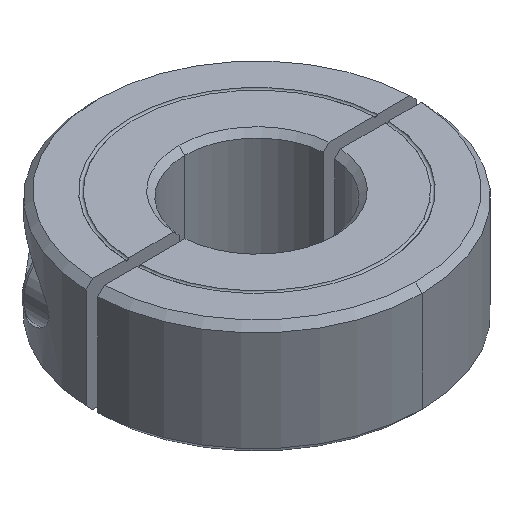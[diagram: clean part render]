
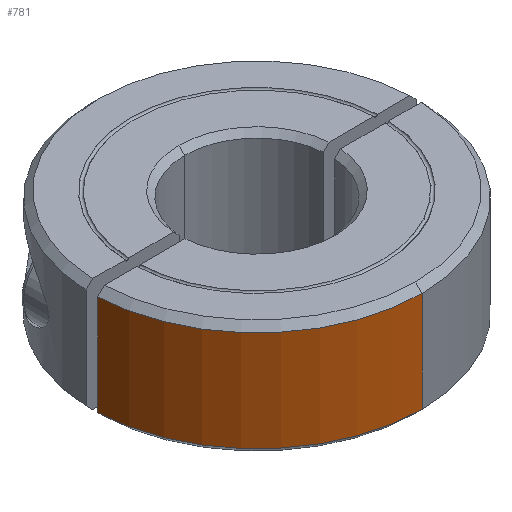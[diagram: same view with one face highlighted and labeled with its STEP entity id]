
A CAD part, isometric view. The second image highlights one B-rep face of the part: STEP entity #781.
In plain terms, the highlighted cylindrical face has radius 16 mm (diameter 32 mm), a partial arc.
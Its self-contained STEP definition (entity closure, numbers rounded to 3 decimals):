
#781=ADVANCED_FACE('',(#1929),#1930,.T.);
#785=VERTEX_POINT('',#1934);
#1005=EDGE_CURVE('',#1039,#1097,#2172,.T.);
#1039=VERTEX_POINT('',#2213);
#1097=VERTEX_POINT('',#2278);
#1139=EDGE_CURVE('',#1039,#1481,#2324,.T.);
#1281=EDGE_CURVE('',#1097,#785,#2480,.T.);
#1481=VERTEX_POINT('',#2709);
#1673=EDGE_CURVE('',#785,#1481,#2920,.T.);
#1929=FACE_OUTER_BOUND('',#3298,.T.);
#1930=CYLINDRICAL_SURFACE('',#3299,16.0);
#1934=CARTESIAN_POINT('',(0.,-16.0,0.64));
#2172=LINE('',#3735,#3736);
#2213=CARTESIAN_POINT('',(-15.99,-0.56,10.36));
#2278=CARTESIAN_POINT('',(-15.99,-0.56,0.64));
#2324=CIRCLE('',#4002,16.0);
#2480=CIRCLE('',#4233,16.0);
#2709=CARTESIAN_POINT('',(0.,-16.0,10.36));
#2920=LINE('',#4974,#4975);
#3298=EDGE_LOOP('',(#5336,#5337,#5338,#5339));
#3299=AXIS2_PLACEMENT_3D('',#5340,#5341,#5342);
#3735=CARTESIAN_POINT('',(-15.99,-0.56,5.5));
#3736=VECTOR('',#5588,1.0);
#4002=AXIS2_PLACEMENT_3D('',#5776,#5777,#5778);
#4233=AXIS2_PLACEMENT_3D('',#5938,#5939,#5940);
#4974=CARTESIAN_POINT('',(0.,-16.0,5.5));
#4975=VECTOR('',#6456,1.0);
#5336=ORIENTED_EDGE('',*,*,#1673,.T.);
#5337=ORIENTED_EDGE('',*,*,#1139,.F.);
#5338=ORIENTED_EDGE('',*,*,#1005,.T.);
#5339=ORIENTED_EDGE('',*,*,#1281,.T.);
#5340=CARTESIAN_POINT('',(0.,0.,5.5));
#5341=DIRECTION('',(0.,0.,-1.0));
#5342=DIRECTION('',(0.0,-1.0,0.));
#5588=DIRECTION('',(0.,0.,-1.0));
#5776=CARTESIAN_POINT('',(0.,0.,10.36));
#5777=DIRECTION('',(0.,0.,1.0));
#5778=DIRECTION('',(0.0,-1.0,0.));
#5938=CARTESIAN_POINT('',(0.,0.,0.64));
#5939=DIRECTION('',(0.,0.,1.0));
#5940=DIRECTION('',(0.0,-1.0,0.));
#6456=DIRECTION('',(0.,0.,1.0));
